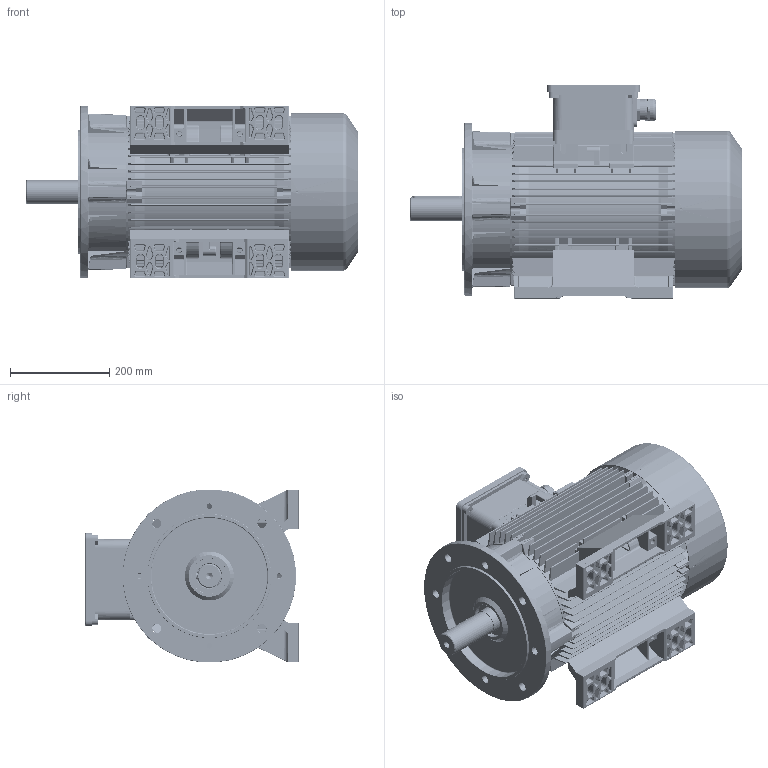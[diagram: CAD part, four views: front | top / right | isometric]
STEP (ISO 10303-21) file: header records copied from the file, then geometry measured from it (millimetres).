
FILE_DESCRIPTION (( 'STEP AP214' ), '1' );
FILE_NAME ('FCAP180MLT-B3 B5-IC411-2-4-6-8 POLES-TB TOP.STEP', '2024-09-30T08:32:58', ( '' ), ( '' ), 'SwSTEP 2.0', 'SolidWorks 2024', '' );
FILE_SCHEMA (( 'AUTOMOTIVE_DESIGN' ));
Length unit declared in the file: millimetre
Products named in the file (20): Tappo M40; Flangia FC180T; Copriventola 160; Radial Ball Bearing_68_SKF_SKF - 6310 - 10,DE,AC,10_68; PRESSACAVO M40; Scatola morsetti 160-200T; Piastra porta targa singola; parallel_din_Parallel key A14 x 9 x 100 DIN 6885; Targhetta motore_LAMIERA ALLUMINIO; Scudo C160 alluminio; FCAP180MLT-B3 B5-IC411-2-4-6-8 POLES-TB TOP; Piede 180T; Radial Ball Bearing_68_SKF_SKF - 6309 - 10,DE,AC,10_68; Ventola 160-7Pale-4Poli; Guarnizione scatola-coperchio 160-200T; Carcassa 160L-180MT_LT-B3-B5; Albero serie 180MLT autovent.; Coperchio scatola morsetti 160-200T; Guarnizione carcassa-scatola 160-200T; Gruppo Coprimorsettiera 160
Assembly tree (20 placements, depth 3):
  FCAP180MLT-B3 B5-IC411-2-4-6-8 POLES-TB TOP
    Albero serie 180MLT autovent.
    Radial Ball Bearing_68_SKF_SKF - 6310 - 10,DE,AC,10_68
    Flangia FC180T
    Radial Ball Bearing_68_SKF_SKF - 6309 - 10,DE,AC,10_68
    Scudo C160 alluminio
    parallel_din_Parallel key A14 x 9 x 100 DIN 6885
    Piede 180T  x2
    Ventola 160-7Pale-4Poli
    Copriventola 160
    Carcassa 160L-180MT_LT-B3-B5
    Piastra porta targa singola
    Gruppo Coprimorsettiera 160
      Guarnizione carcassa-scatola 160-200T
      Scatola morsetti 160-200T
      Guarnizione scatola-coperchio 160-200T
      Tappo M40
      PRESSACAVO M40
      Coperchio scatola morsetti 160-200T
    Targhetta motore_LAMIERA ALLUMINIO
Bounding box: 670.16 x 430 x 349.04 mm (x, y, z)
Volume: 10015726.6 mm3; surface area: 3329960.1 mm2
Topology: 19 solids, 20 shells, 8323 faces, 22362 edges, 14052 vertices
Faces by surface type: plane 3523, cylinder 2040, torus 1164, cone 947, bspline 401, sphere 248
Entity records: 267511 total; most frequent: CARTESIAN_POINT 82371, ORIENTED_EDGE 40322, DIRECTION 36400, EDGE_CURVE 20161, VERTEX_POINT 12831, AXIS2_PLACEMENT_3D 12802, LINE 10796, VECTOR 10796
